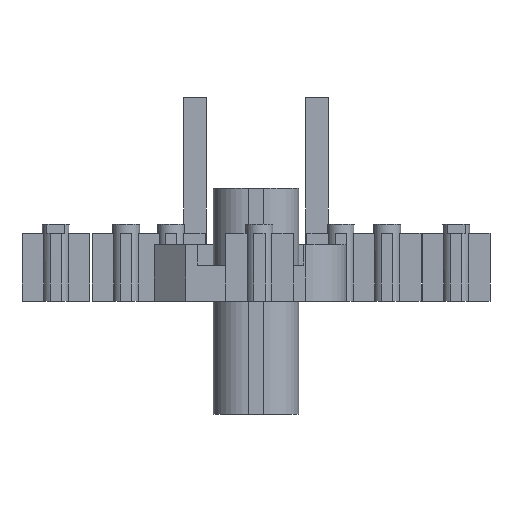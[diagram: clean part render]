
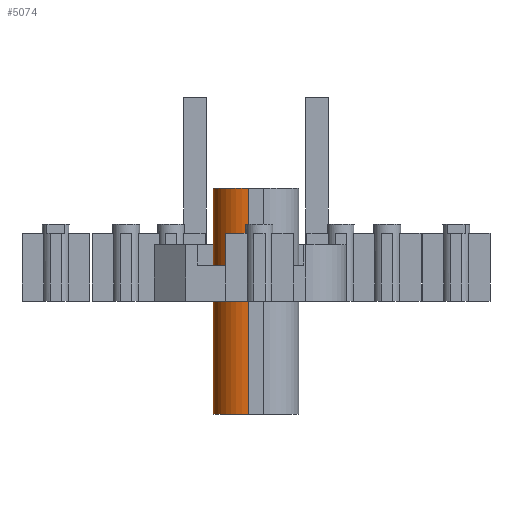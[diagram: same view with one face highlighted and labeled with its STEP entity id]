
A CAD part, front view. The second image highlights one B-rep face of the part: STEP entity #5074.
In plain terms, the highlighted cylindrical face has radius 3.1 mm (diameter 6.2 mm), a partial arc.
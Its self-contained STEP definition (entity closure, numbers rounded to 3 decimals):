
#539=FACE_OUTER_BOUND('',#826,.T.);
#826=EDGE_LOOP('',(#4652,#4653,#4654,#4655));
#1382=LINE('',#8259,#1964);
#1383=LINE('',#8263,#1965);
#1964=VECTOR('',#6792,10.);
#1965=VECTOR('',#6797,10.);
#2145=CIRCLE('',#5493,3.1);
#2146=CIRCLE('',#5496,3.1);
#2590=VERTEX_POINT('',#8249);
#2591=VERTEX_POINT('',#8251);
#2593=VERTEX_POINT('',#8257);
#2594=VERTEX_POINT('',#8261);
#3284=EDGE_CURVE('',#2590,#2591,#2145,.T.);
#3288=EDGE_CURVE('',#2590,#2593,#1382,.T.);
#3289=EDGE_CURVE('',#2594,#2593,#2146,.T.);
#3290=EDGE_CURVE('',#2591,#2594,#1383,.T.);
#4652=ORIENTED_EDGE('',*,*,#3288,.T.);
#4653=ORIENTED_EDGE('',*,*,#3289,.F.);
#4654=ORIENTED_EDGE('',*,*,#3290,.F.);
#4655=ORIENTED_EDGE('',*,*,#3284,.F.);
#4826=CYLINDRICAL_SURFACE('',#5495,3.1);
#5074=ADVANCED_FACE('',(#539),#4826,.T.);
#5493=AXIS2_PLACEMENT_3D('',#8252,#6785,#6786);
#5495=AXIS2_PLACEMENT_3D('',#8260,#6793,#6794);
#5496=AXIS2_PLACEMENT_3D('',#8262,#6795,#6796);
#6785=DIRECTION('center_axis',(0.,0.,-1.));
#6786=DIRECTION('ref_axis',(1.,0.,0.));
#6792=DIRECTION('',(0.,0.,1.));
#6793=DIRECTION('center_axis',(0.,0.,1.));
#6794=DIRECTION('ref_axis',(-1.,0.,0.));
#6795=DIRECTION('center_axis',(0.,0.,1.));
#6796=DIRECTION('ref_axis',(1.,0.,0.));
#6797=DIRECTION('',(0.,0.,1.));
#8249=CARTESIAN_POINT('',(-0.7,-33.7,-10.));
#8251=CARTESIAN_POINT('',(-0.7,-27.5,-10.));
#8252=CARTESIAN_POINT('Origin',(-0.7,-30.6,-10.));
#8257=CARTESIAN_POINT('',(-0.7,-33.7,10.));
#8259=CARTESIAN_POINT('',(-0.7,-33.7,0.));
#8260=CARTESIAN_POINT('Origin',(-0.7,-30.6,0.));
#8261=CARTESIAN_POINT('',(-0.7,-27.5,10.));
#8262=CARTESIAN_POINT('Origin',(-0.7,-30.6,10.));
#8263=CARTESIAN_POINT('',(-0.7,-27.5,0.));
